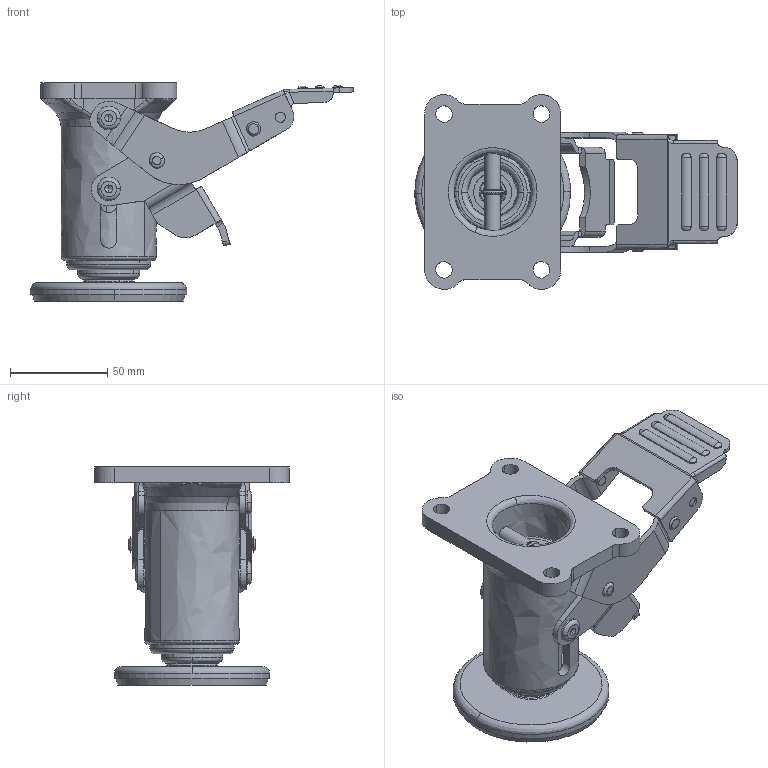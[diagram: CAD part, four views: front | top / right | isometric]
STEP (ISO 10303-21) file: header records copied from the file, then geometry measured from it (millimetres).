
FILE_DESCRIPTION((''),'2;1');
FILE_NAME('','2007-04-09T17:00:19',(''),(''),'','CADfix','');
FILE_SCHEMA(('AUTOMOTIVE_DESIGN { 1 0 10303 214 1 1 1 1 }'));
Length unit declared in the file: millimetre
Bounding box: 165.56 x 100 x 112 mm (x, y, z)
Volume: 221806.5 mm3; surface area: 107119.6 mm2
Topology: 5 solids, 5 shells, 423 faces, 1340 edges, 945 vertices
Faces by surface type: bspline 423
Entity records: 26457 total; most frequent: CARTESIAN_POINT 19186, ORIENTED_EDGE 2652, EDGE_CURVE 1326, VERTEX_POINT 945, QUASI_UNIFORM_CURVE 489, EDGE_LOOP 487, FACE_OUTER_BOUND 423, ADVANCED_FACE 423
